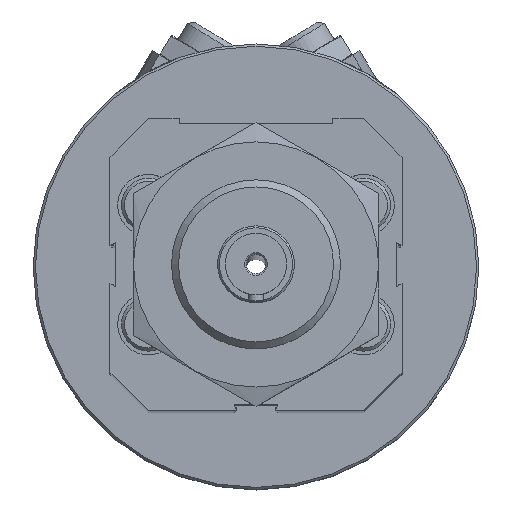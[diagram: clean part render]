
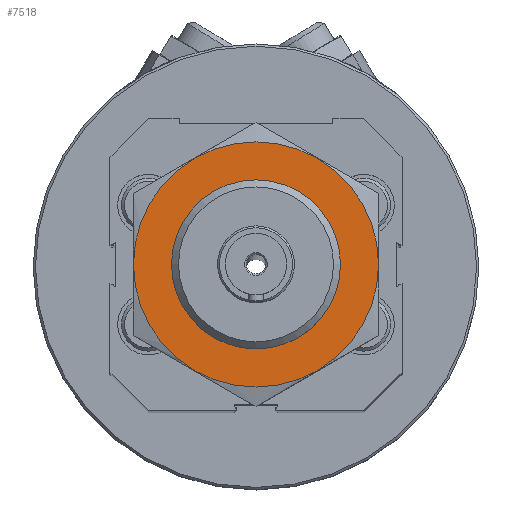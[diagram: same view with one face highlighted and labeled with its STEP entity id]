
A CAD part, top view. The second image highlights one B-rep face of the part: STEP entity #7518.
In plain terms, the highlighted face is planar.
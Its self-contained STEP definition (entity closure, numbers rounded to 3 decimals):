
#1458=PLANE('',#8507);
#1981=CIRCLE('',#8508,15.95);
#1982=CIRCLE('',#8509,11.);
#3915=ORIENTED_EDGE('',*,*,#4927,.F.);
#3916=ORIENTED_EDGE('',*,*,#4928,.T.);
#4927=EDGE_CURVE('',#5632,#5632,#1981,.T.);
#4928=EDGE_CURVE('',#5633,#5633,#1982,.T.);
#5632=VERTEX_POINT('',#13180);
#5633=VERTEX_POINT('',#13182);
#6335=EDGE_LOOP('',(#3915));
#6336=EDGE_LOOP('',(#3916));
#6982=FACE_BOUND('',#6335,.T.);
#6983=FACE_BOUND('',#6336,.T.);
#7518=ADVANCED_FACE('',(#6982,#6983),#1458,.F.);
#8507=AXIS2_PLACEMENT_3D('',#13178,#10746,#10747);
#8508=AXIS2_PLACEMENT_3D('',#13179,#10748,#10749);
#8509=AXIS2_PLACEMENT_3D('',#13181,#10750,#10751);
#10746=DIRECTION('',(0.,-1.,0.));
#10747=DIRECTION('',(0.,0.,-1.));
#10748=DIRECTION('',(0.,-1.,0.));
#10749=DIRECTION('',(0.,0.,-1.));
#10750=DIRECTION('',(0.,-1.,0.));
#10751=DIRECTION('',(0.,0.,-1.));
#13178=CARTESIAN_POINT('',(0.,0.,0.));
#13179=CARTESIAN_POINT('',(0.,0.,0.));
#13180=CARTESIAN_POINT('',(0.,0.,-15.95));
#13181=CARTESIAN_POINT('',(0.,0.,0.));
#13182=CARTESIAN_POINT('',(0.,0.,-11.));
